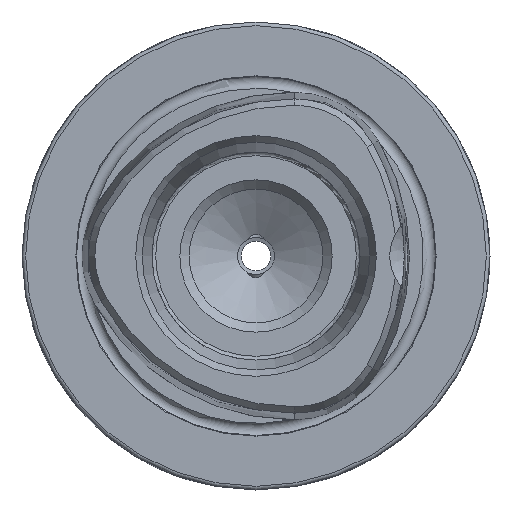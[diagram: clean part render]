
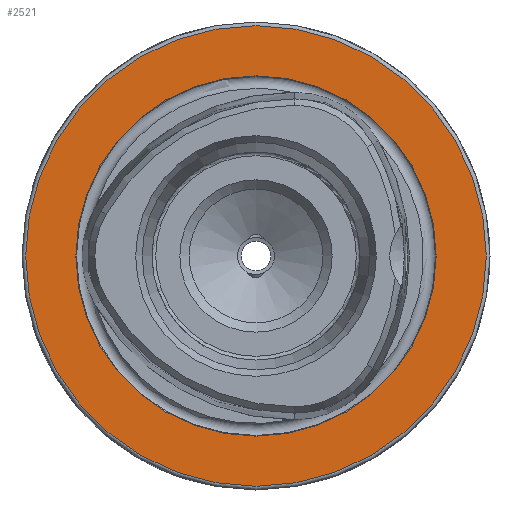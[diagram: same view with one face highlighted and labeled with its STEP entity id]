
A CAD part, left-side view. The second image highlights one B-rep face of the part: STEP entity #2521.
In plain terms, the highlighted planar face has unit normal (-1, 0, 0).
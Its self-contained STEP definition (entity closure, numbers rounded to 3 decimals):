
#314 = CARTESIAN_POINT ( 'NONE',  ( 0., 0., 31. ) ) ;
#523 = FACE_BOUND ( 'NONE', #5029, .T. ) ;
#767 = EDGE_LOOP ( 'NONE', ( #9064 ) ) ;
#848 = CARTESIAN_POINT ( 'NONE',  ( 0., 0., 0. ) ) ;
#2137 = DIRECTION ( 'NONE',  ( 0., 0., -1. ) ) ;
#2263 = EDGE_CURVE ( 'NONE', #5521, #5521, #3516, .T. ) ;
#2521 = ADVANCED_FACE ( 'NONE', ( #523, #6886 ), #4841, .F. ) ;
#3058 = AXIS2_PLACEMENT_3D ( 'NONE', #7766, #7652, #2137 ) ;
#3516 = CIRCLE ( 'NONE', #6602, 24.25 ) ;
#4170 = ORIENTED_EDGE ( 'NONE', *, *, #2263, .F. ) ;
#4573 = DIRECTION ( 'NONE',  ( -1., 0., 0. ) ) ;
#4631 = AXIS2_PLACEMENT_3D ( 'NONE', #848, #5246, #7328 ) ;
#4841 = PLANE ( 'NONE',  #3058 ) ;
#5029 = EDGE_LOOP ( 'NONE', ( #4170 ) ) ;
#5187 = CARTESIAN_POINT ( 'NONE',  ( 0., 0., 0. ) ) ;
#5246 = DIRECTION ( 'NONE',  ( -1., 0., 0. ) ) ;
#5314 = DIRECTION ( 'NONE',  ( 0., 0., 1. ) ) ;
#5521 = VERTEX_POINT ( 'NONE', #7743 ) ;
#6178 = VERTEX_POINT ( 'NONE', #314 ) ;
#6602 = AXIS2_PLACEMENT_3D ( 'NONE', #5187, #4573, #5314 ) ;
#6886 = FACE_OUTER_BOUND ( 'NONE', #767, .T. ) ;
#6922 = CIRCLE ( 'NONE', #4631, 31. ) ;
#7328 = DIRECTION ( 'NONE',  ( 0., 0., 1. ) ) ;
#7652 = DIRECTION ( 'NONE',  ( 1., 0., 0. ) ) ;
#7743 = CARTESIAN_POINT ( 'NONE',  ( 0., 0., 24.25 ) ) ;
#7766 = CARTESIAN_POINT ( 'NONE',  ( 0., 24.25, 0. ) ) ;
#8915 = EDGE_CURVE ( 'NONE', #6178, #6178, #6922, .T. ) ;
#9064 = ORIENTED_EDGE ( 'NONE', *, *, #8915, .T. ) ;
